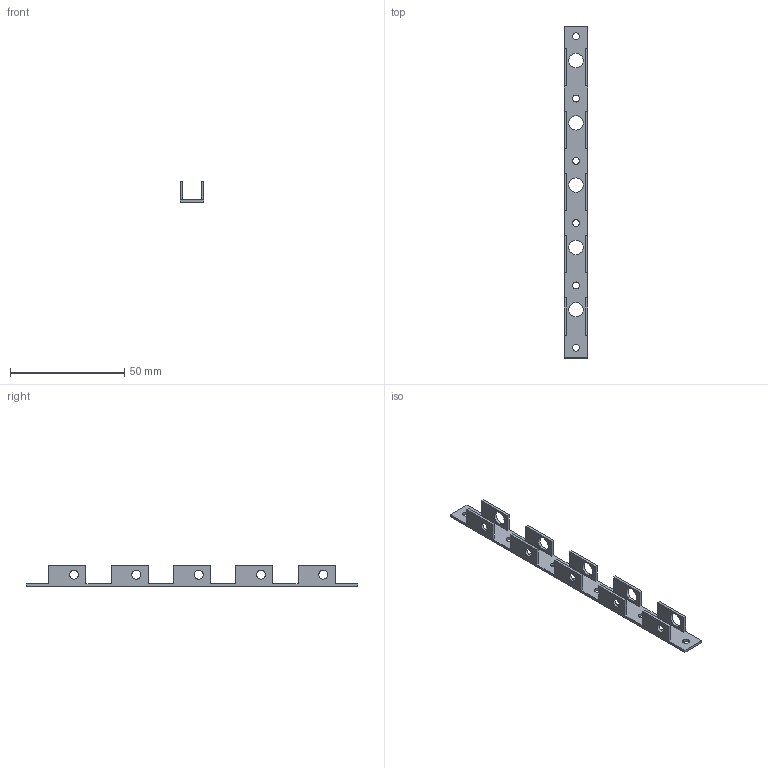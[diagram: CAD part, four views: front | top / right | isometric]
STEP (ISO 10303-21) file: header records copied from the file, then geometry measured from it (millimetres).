
FILE_DESCRIPTION(/* description */ ('STEP AP242 Edition 2','CAx-IF Rec.Pracs.---Representation and Presentation of Product Manufacturing Information (PMI)---4.0---2014-10-13','CAx-IF Rec.Pracs.---3D Tessellated Geometry---0.4---2014-09-14','2;1','CAx-IF Rec.Pracs.---User Defined Attributes---1.5---2016-08-15'),/* implementation_level */ '2;1');
FILE_NAME(/* name */ '6969ef9978d98d5622193b18',/* time_stamp */ '2026-01-16T07:58:18Z',/* author */ (''),/* organization */ (''),/* preprocessor_version */ 'ST-DEVELOPER v20',/* originating_system */ 'ONSHAPE BY PTC INC, 1.209',/* authorisation */ ' ');
FILE_SCHEMA (('AP242_MANAGED_MODEL_BASED_3D_ENGINEERING_MIM_LF { 1 0 10303 442 3 1 4 }'));
Length unit declared in the file: metre
Products named in the file (1): RH1
Bounding box: 10.35 x 145 x 9 mm (x, y, z)
Volume: 2608.8 mm3; surface area: 5604.3 mm2
Topology: 1 solids, 1 shells, 67 faces, 195 edges, 130 vertices
Faces by surface type: plane 46, cylinder 21
Full cylindrical faces by diameter (mm): 3 x6, 3.9 x5, 6.2 x5, 6.3 x5
Entity records: 2212 total; most frequent: CARTESIAN_POINT 372, DIRECTION 352, ORIENTED_EDGE 348, EDGE_CURVE 174, LINE 132, VECTOR 132, VERTEX_POINT 130, EDGE_LOOP 130
